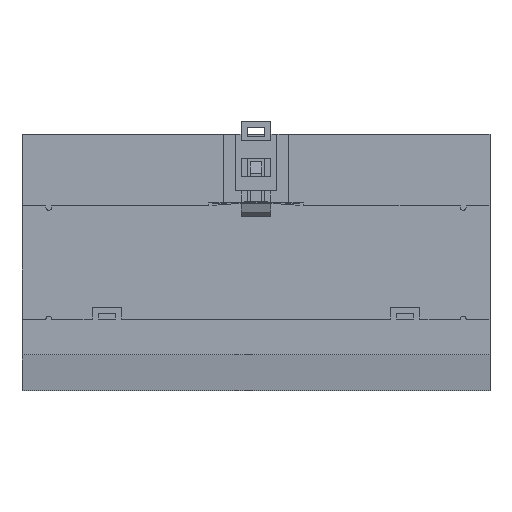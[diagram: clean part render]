
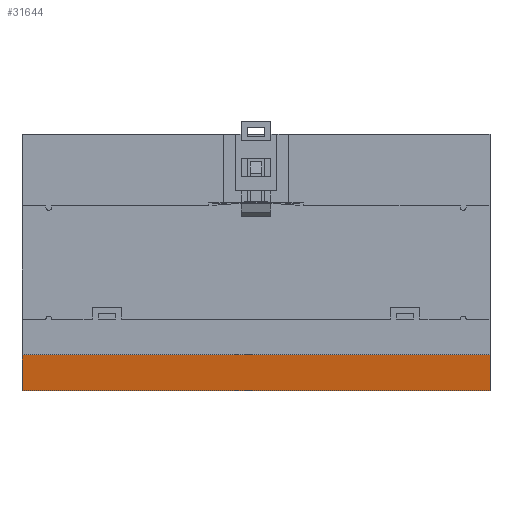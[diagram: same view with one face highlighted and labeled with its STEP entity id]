
A CAD part, front view. The second image highlights one B-rep face of the part: STEP entity #31644.
In plain terms, the highlighted planar face has unit normal (0, -0.989, -0.147).
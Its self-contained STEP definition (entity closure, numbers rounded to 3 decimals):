
#236 = LINE ( 'NONE', #62799, #26703 ) ;
#1068 = LINE ( 'NONE', #48341, #12715 ) ;
#4608 = EDGE_CURVE ( 'NONE', #9955, #16060, #236, .T. ) ;
#5583 = VERTEX_POINT ( 'NONE', #40487 ) ;
#6540 = CARTESIAN_POINT ( 'NONE',  ( 78.5, 0., -74. ) ) ;
#6752 = DIRECTION ( 'NONE',  ( -1., 0., 0. ) ) ;
#9955 = VERTEX_POINT ( 'NONE', #25161 ) ;
#11936 = EDGE_CURVE ( 'NONE', #9955, #5583, #41448, .T. ) ;
#12715 = VECTOR ( 'NONE', #28518, 1000. ) ;
#12923 = CARTESIAN_POINT ( 'NONE',  ( 78.5, 1.79, -86. ) ) ;
#14886 = VECTOR ( 'NONE', #57587, 1000. ) ;
#14944 = VECTOR ( 'NONE', #6752, 1000. ) ;
#16060 = VERTEX_POINT ( 'NONE', #34305 ) ;
#17274 = AXIS2_PLACEMENT_3D ( 'NONE', #12923, #62994, #33157 ) ;
#22145 = ORIENTED_EDGE ( 'NONE', *, *, #4608, .F. ) ;
#23326 = ORIENTED_EDGE ( 'NONE', *, *, #38273, .F. ) ;
#25161 = CARTESIAN_POINT ( 'NONE',  ( 78.5, 0., -74. ) ) ;
#25507 = VERTEX_POINT ( 'NONE', #44203 ) ;
#26703 = VECTOR ( 'NONE', #32979, 1000. ) ;
#28158 = PLANE ( 'NONE',  #17274 ) ;
#28518 = DIRECTION ( 'NONE',  ( -1., 0., 0. ) ) ;
#29865 = ORIENTED_EDGE ( 'NONE', *, *, #38808, .T. ) ;
#31644 = ADVANCED_FACE ( 'NONE', ( #61675 ), #28158, .F. ) ;
#32979 = DIRECTION ( 'NONE',  ( 0., 0.148, -0.989 ) ) ;
#33157 = DIRECTION ( 'NONE',  ( 0., -0.148, 0.989 ) ) ;
#34305 = CARTESIAN_POINT ( 'NONE',  ( 78.5, 1.79, -86. ) ) ;
#38273 = EDGE_CURVE ( 'NONE', #16060, #25507, #1068, .T. ) ;
#38808 = EDGE_CURVE ( 'NONE', #5583, #25507, #41380, .T. ) ;
#38916 = EDGE_LOOP ( 'NONE', ( #29865, #23326, #22145, #49934 ) ) ;
#40487 = CARTESIAN_POINT ( 'NONE',  ( -78.5, 0., -74. ) ) ;
#41380 = LINE ( 'NONE', #52615, #14886 ) ;
#41448 = LINE ( 'NONE', #6540, #14944 ) ;
#44203 = CARTESIAN_POINT ( 'NONE',  ( -78.5, 1.79, -86. ) ) ;
#48341 = CARTESIAN_POINT ( 'NONE',  ( 78.5, 1.79, -86. ) ) ;
#49934 = ORIENTED_EDGE ( 'NONE', *, *, #11936, .T. ) ;
#52615 = CARTESIAN_POINT ( 'NONE',  ( -78.5, 1.79, -86. ) ) ;
#57587 = DIRECTION ( 'NONE',  ( 0., 0.148, -0.989 ) ) ;
#61675 = FACE_OUTER_BOUND ( 'NONE', #38916, .T. ) ;
#62799 = CARTESIAN_POINT ( 'NONE',  ( 78.5, 1.79, -86. ) ) ;
#62994 = DIRECTION ( 'NONE',  ( 0., 0.989, 0.148 ) ) ;
